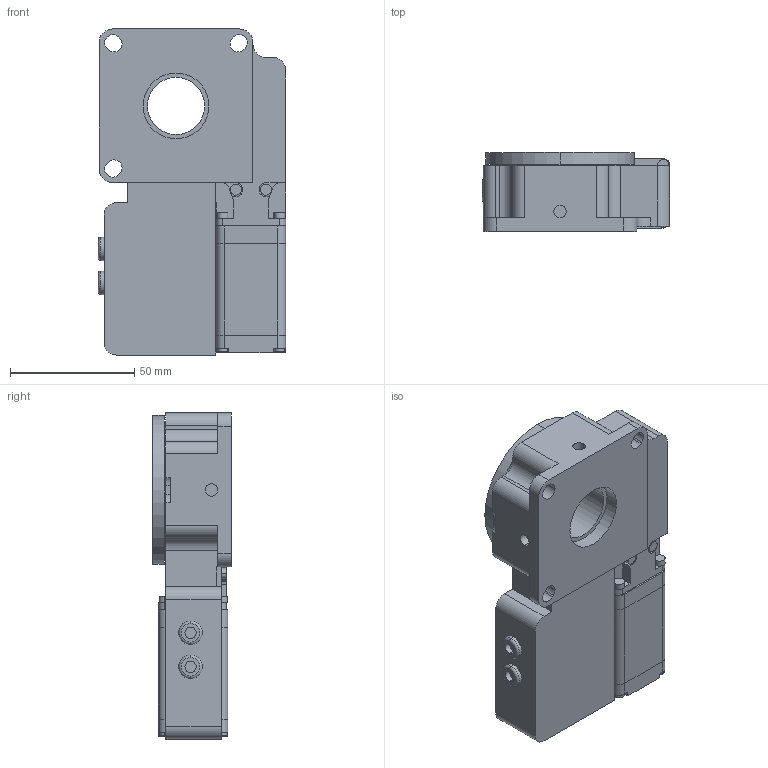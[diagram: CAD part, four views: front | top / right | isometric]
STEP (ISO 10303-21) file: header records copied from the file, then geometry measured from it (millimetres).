
FILE_DESCRIPTION (( 'STEP AP203' ), '1' );
FILE_NAME ('X-RSW60x-SVx.step', '2023-05-17T23:20:01', ( '' ), ( '' ), 'SwSTEP 2.0', 'SolidWorks 2019', '' );
FILE_SCHEMA (( 'CONFIG_CONTROL_DESIGN' ));
Length unit declared in the file: millimetre
Products named in the file (4): RSW60_base^RSW60_X-RSW60-SV; X-RSW60x-SVx; RSW60_top^RSW60_RSW60-V; NMS11_motor^RSW60_NMS11-V
Assembly tree (3 placements, depth 2):
  X-RSW60x-SVx
    RSW60_base^RSW60_X-RSW60-SV
    NMS11_motor^RSW60_NMS11-V
    RSW60_top^RSW60_RSW60-V
Bounding box: 75.46 x 31.75 x 131.4 mm (x, y, z)
Volume: 226310.4 mm3; surface area: 50049.8 mm2
Topology: 19 solids, 19 shells, 326 faces, 779 edges, 518 vertices
Faces by surface type: plane 174, cylinder 148, torus 4
Entity records: 9977 total; most frequent: DIRECTION 1747, CARTESIAN_POINT 1629, ORIENTED_EDGE 1558, EDGE_CURVE 779, AXIS2_PLACEMENT_3D 636, VERTEX_POINT 518, VECTOR 475, LINE 475
